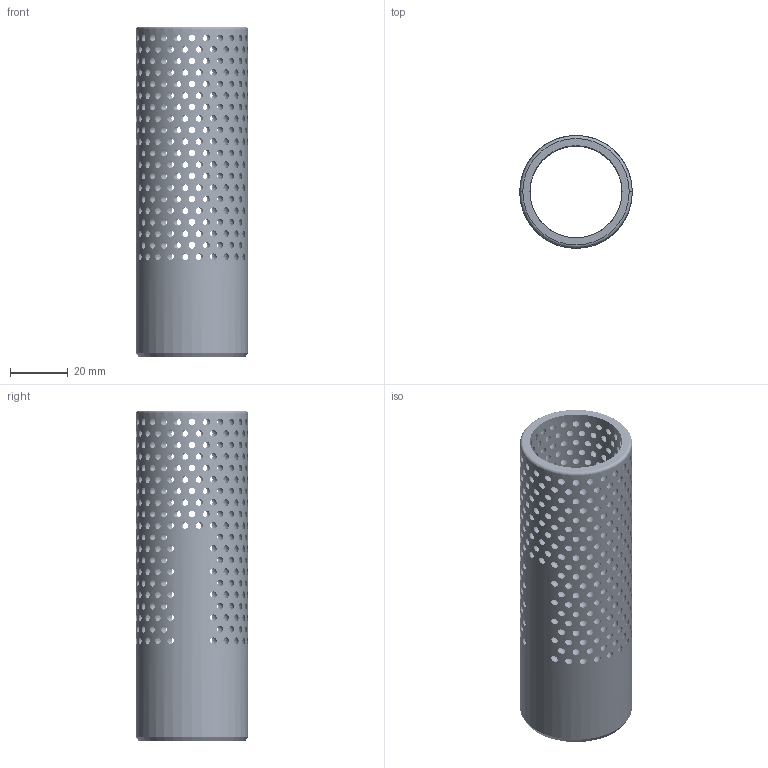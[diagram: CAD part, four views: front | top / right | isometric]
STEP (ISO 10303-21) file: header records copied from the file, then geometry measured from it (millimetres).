
FILE_DESCRIPTION (( 'STEP AP214' ), '1' );
FILE_NAME ('682QM-D32-C115.STEP', '2021-11-04T01:21:04', ( '' ), ( '' ), 'SwSTEP 2.0', 'SolidWorks 2016', '' );
FILE_SCHEMA (( 'AUTOMOTIVE_DESIGN' ));
Length unit declared in the file: millimetre
Products named in the file (2): 682QM-D32-C115
Bounding box: 39 x 39 x 115 mm (x, y, z)
Volume: 28599.4 mm3; surface area: 42749.5 mm2
Topology: 1 solids, 1 shells, 883 faces, 4846 edges, 3086 vertices
Faces by surface type: sphere 860, plane 11, cylinder 8, cone 2, torus 2
Entity records: 59821 total; most frequent: CARTESIAN_POINT 36557, ORIENTED_EDGE 5392, DIRECTION 3596, EDGE_CURVE 2696, VERTEX_POINT 1796, AXIS2_PLACEMENT_3D 1775, B_SPLINE_CURVE_WITH_KNOTS 1760, EDGE_LOOP 1726
